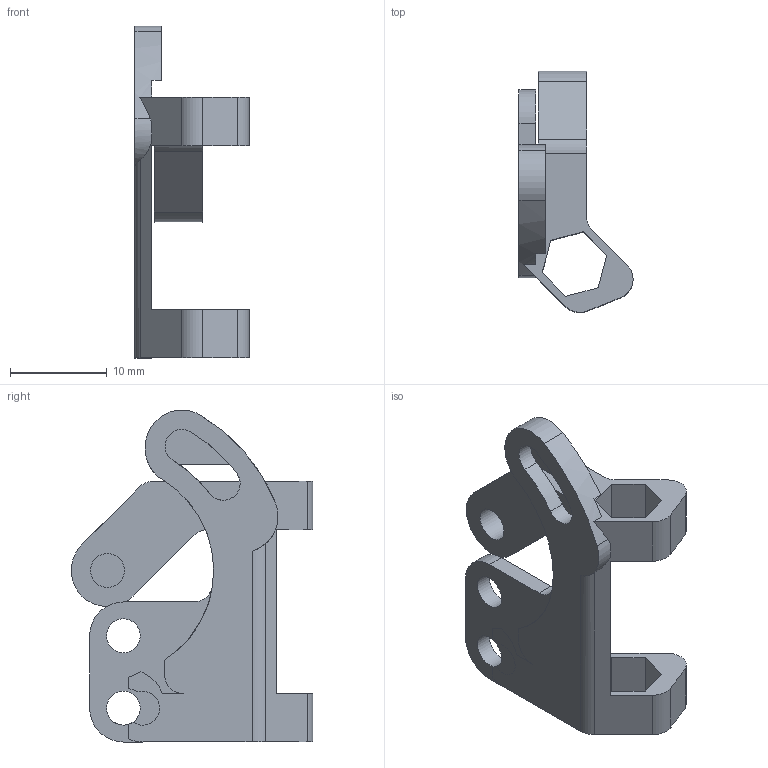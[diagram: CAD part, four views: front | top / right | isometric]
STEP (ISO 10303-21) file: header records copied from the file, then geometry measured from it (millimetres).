
FILE_DESCRIPTION(/* description */ (''),/* implementation_level */ '2;1');
FILE_NAME(/* name */ 'Roler_Mount_R.step',/* time_stamp */ '2025-07-15T13:58:09+09:00',/* author */ (''),/* organization */ (''),/* preprocessor_version */ 'ST-DEVELOPER v20.1',/* originating_system */ 'Autodesk Translation Framework v14.10.0.0',/* authorisation */ '');
FILE_SCHEMA (('AUTOMOTIVE_DESIGN { 1 0 10303 214 3 1 1 }'));
Length unit declared in the file: millimetre
Products named in the file (1): ドリブラーマウントR
Bounding box: 11.82 x 24.99 x 34.38 mm (x, y, z)
Volume: 1691 mm3; surface area: 2078.8 mm2
Topology: 1 solids, 1 shells, 67 faces, 206 edges, 140 vertices
Faces by surface type: plane 39, cylinder 27, bspline 1
Full cylindrical faces by diameter (mm): 3.5 x3
Entity records: 2400 total; most frequent: CARTESIAN_POINT 427, DIRECTION 416, ORIENTED_EDGE 412, EDGE_CURVE 206, AXIS2_PLACEMENT_3D 145, VERTEX_POINT 140, LINE 126, VECTOR 126
